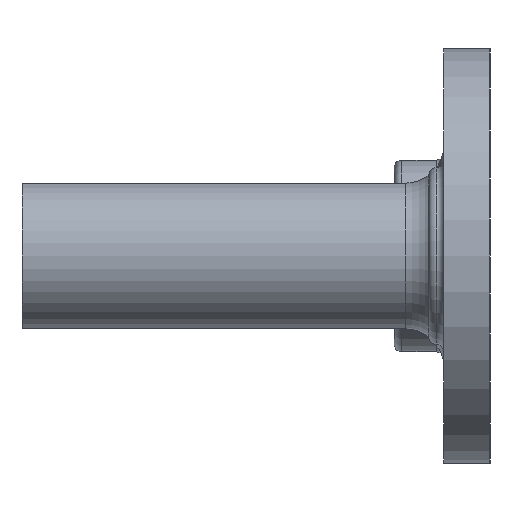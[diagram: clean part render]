
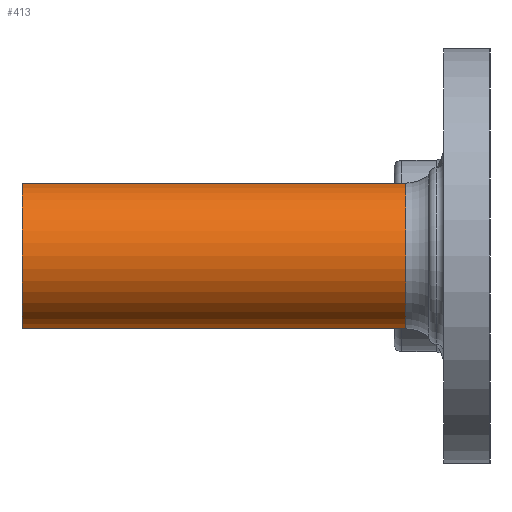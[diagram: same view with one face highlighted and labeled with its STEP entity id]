
A CAD part, left-side view. The second image highlights one B-rep face of the part: STEP entity #413.
In plain terms, the highlighted cylindrical face has radius 4.75 mm (diameter 9.5 mm), a partial arc.
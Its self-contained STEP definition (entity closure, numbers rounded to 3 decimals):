
#16 = CARTESIAN_POINT ( 'NONE',  ( -13.75, 30.5, 4.75 ) ) ;
#59 = AXIS2_PLACEMENT_3D ( 'NONE', #522, #943, #855 ) ;
#71 = CARTESIAN_POINT ( 'NONE',  ( -13.75, 5.5, -4.75 ) ) ;
#74 = CARTESIAN_POINT ( 'NONE',  ( -13.75, 5.5, 4.75 ) ) ;
#83 = CIRCLE ( 'NONE', #540, 4.75 ) ;
#97 = EDGE_CURVE ( 'NONE', #831, #711, #179, .T. ) ;
#128 = VECTOR ( 'NONE', #873, 1000. ) ;
#179 = LINE ( 'NONE', #16, #620 ) ;
#206 = ORIENTED_EDGE ( 'NONE', *, *, #492, .T. ) ;
#267 = EDGE_CURVE ( 'NONE', #1064, #711, #83, .T. ) ;
#330 = DIRECTION ( 'NONE',  ( 0., 0., 1. ) ) ;
#395 = EDGE_CURVE ( 'NONE', #572, #831, #826, .T. ) ;
#413 = ADVANCED_FACE ( 'NONE', ( #423 ), #1004, .T. ) ;
#423 = FACE_OUTER_BOUND ( 'NONE', #1032, .T. ) ;
#492 = EDGE_CURVE ( 'NONE', #572, #1064, #701, .T. ) ;
#499 = ORIENTED_EDGE ( 'NONE', *, *, #267, .T. ) ;
#501 = DIRECTION ( 'NONE',  ( 0., 0., 1. ) ) ;
#522 = CARTESIAN_POINT ( 'NONE',  ( -13.75, 30.5, 0. ) ) ;
#540 = AXIS2_PLACEMENT_3D ( 'NONE', #588, #998, #501 ) ;
#572 = VERTEX_POINT ( 'NONE', #1033 ) ;
#588 = CARTESIAN_POINT ( 'NONE',  ( -13.75, 5.5, 0. ) ) ;
#620 = VECTOR ( 'NONE', #725, 1000. ) ;
#701 = LINE ( 'NONE', #1027, #128 ) ;
#711 = VERTEX_POINT ( 'NONE', #74 ) ;
#725 = DIRECTION ( 'NONE',  ( 0., -1., 0. ) ) ;
#760 = ORIENTED_EDGE ( 'NONE', *, *, #97, .F. ) ;
#826 = CIRCLE ( 'NONE', #1026, 4.75 ) ;
#827 = CARTESIAN_POINT ( 'NONE',  ( -13.75, 30.5, 4.75 ) ) ;
#831 = VERTEX_POINT ( 'NONE', #827 ) ;
#850 = CARTESIAN_POINT ( 'NONE',  ( -13.75, 30.5, 0. ) ) ;
#855 = DIRECTION ( 'NONE',  ( 0., 0., -1. ) ) ;
#873 = DIRECTION ( 'NONE',  ( 0., -1., 0. ) ) ;
#923 = DIRECTION ( 'NONE',  ( 0., 1., 0. ) ) ;
#943 = DIRECTION ( 'NONE',  ( 0., -1., 0. ) ) ;
#991 = ORIENTED_EDGE ( 'NONE', *, *, #395, .F. ) ;
#998 = DIRECTION ( 'NONE',  ( 0., 1., 0. ) ) ;
#1004 = CYLINDRICAL_SURFACE ( 'NONE', #59, 4.75 ) ;
#1026 = AXIS2_PLACEMENT_3D ( 'NONE', #850, #923, #330 ) ;
#1027 = CARTESIAN_POINT ( 'NONE',  ( -13.75, 30.5, -4.75 ) ) ;
#1032 = EDGE_LOOP ( 'NONE', ( #206, #499, #760, #991 ) ) ;
#1033 = CARTESIAN_POINT ( 'NONE',  ( -13.75, 30.5, -4.75 ) ) ;
#1064 = VERTEX_POINT ( 'NONE', #71 ) ;
